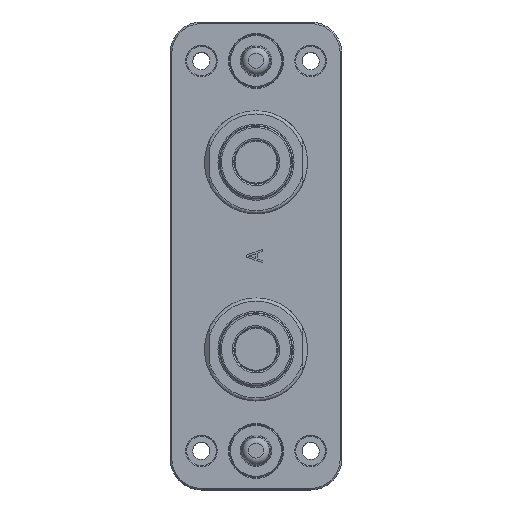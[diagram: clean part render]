
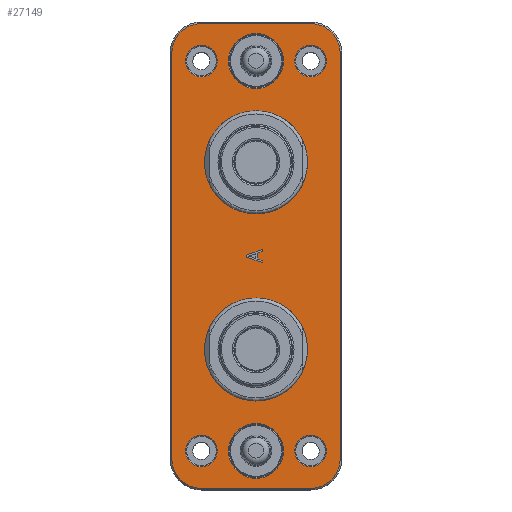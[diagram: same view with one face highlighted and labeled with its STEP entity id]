
A CAD part, top view. The second image highlights one B-rep face of the part: STEP entity #27149.
In plain terms, the highlighted planar face has unit normal (0, 0, 1).
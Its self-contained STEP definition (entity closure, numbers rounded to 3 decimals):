
#26912=CARTESIAN_POINT('',(0.,30.,-133.));
#26913=DIRECTION('',(1.,0.,0.));
#26914=DIRECTION('',(0.,0.,1.));
#26915=AXIS2_PLACEMENT_3D('',#26912,#26914,#26913);
#26916=PLANE('',#26915);
#26917=CARTESIAN_POINT('',(-27.,95.,-133.));
#26918=VERTEX_POINT('',#26917);
#26919=CARTESIAN_POINT('',(-17.5,104.5,-133.));
#26920=VERTEX_POINT('',#26919);
#26921=CARTESIAN_POINT('',(-17.5,95.,-133.));
#26922=DIRECTION('',(-1.,0.,0.));
#26923=DIRECTION('',(0.,0.,-1.));
#26924=AXIS2_PLACEMENT_3D('',#26921,#26923,#26922);
#26925=CIRCLE('',#26924,9.5);
#26926=EDGE_CURVE('',#26918,#26920,#26925,.T.);
#26927=ORIENTED_EDGE('E3143',*,*,#26926,.F.);
#26928=CARTESIAN_POINT('',(-27.,-35.,-133.));
#26929=VERTEX_POINT('',#26928);
#26930=CARTESIAN_POINT('',(-27.,-35.,-133.));
#26931=DIRECTION('',(0.,1.,0.));
#26932=VECTOR('',#26931,130.);
#26933=LINE('',#26930,#26932);
#26934=EDGE_CURVE('',#26929,#26918,#26933,.T.);
#26935=ORIENTED_EDGE('E3144',*,*,#26934,.F.);
#26936=CARTESIAN_POINT('',(-17.5,-44.5,-133.));
#26937=VERTEX_POINT('',#26936);
#26938=CARTESIAN_POINT('',(-17.5,-35.,-133.));
#26939=DIRECTION('',(0.,-1.,0.));
#26940=DIRECTION('',(0.,0.,-1.));
#26941=AXIS2_PLACEMENT_3D('',#26938,#26940,#26939);
#26942=CIRCLE('',#26941,9.5);
#26943=EDGE_CURVE('',#26937,#26929,#26942,.T.);
#26944=ORIENTED_EDGE('E3145',*,*,#26943,.F.);
#26945=CARTESIAN_POINT('',(17.5,-44.5,-133.));
#26946=VERTEX_POINT('',#26945);
#26947=CARTESIAN_POINT('',(17.5,-44.5,-133.));
#26948=DIRECTION('',(-1.,0.,0.));
#26949=VECTOR('',#26948,35.);
#26950=LINE('',#26947,#26949);
#26951=EDGE_CURVE('',#26946,#26937,#26950,.T.);
#26952=ORIENTED_EDGE('E3146',*,*,#26951,.F.);
#26953=CARTESIAN_POINT('',(27.,-35.,-133.));
#26954=VERTEX_POINT('',#26953);
#26955=CARTESIAN_POINT('',(17.5,-35.,-133.));
#26956=DIRECTION('',(1.,0.,0.));
#26957=DIRECTION('',(0.,0.,-1.));
#26958=AXIS2_PLACEMENT_3D('',#26955,#26957,#26956);
#26959=CIRCLE('',#26958,9.5);
#26960=EDGE_CURVE('',#26954,#26946,#26959,.T.);
#26961=ORIENTED_EDGE('E3147',*,*,#26960,.F.);
#26962=CARTESIAN_POINT('',(27.,95.,-133.));
#26963=VERTEX_POINT('',#26962);
#26964=CARTESIAN_POINT('',(27.,95.,-133.));
#26965=DIRECTION('',(0.,-1.,0.));
#26966=VECTOR('',#26965,130.);
#26967=LINE('',#26964,#26966);
#26968=EDGE_CURVE('',#26963,#26954,#26967,.T.);
#26969=ORIENTED_EDGE('E3148',*,*,#26968,.F.);
#26970=CARTESIAN_POINT('',(17.5,104.5,-133.));
#26971=VERTEX_POINT('',#26970);
#26972=CARTESIAN_POINT('',(17.5,95.,-133.));
#26973=DIRECTION('',(0.,1.,0.));
#26974=DIRECTION('',(0.,0.,-1.));
#26975=AXIS2_PLACEMENT_3D('',#26972,#26974,#26973);
#26976=CIRCLE('',#26975,9.5);
#26977=EDGE_CURVE('',#26971,#26963,#26976,.T.);
#26978=ORIENTED_EDGE('E3149',*,*,#26977,.F.);
#26979=CARTESIAN_POINT('',(-17.5,104.5,-133.));
#26980=DIRECTION('',(1.,0.,0.));
#26981=VECTOR('',#26980,35.);
#26982=LINE('',#26979,#26981);
#26983=EDGE_CURVE('',#26920,#26971,#26982,.T.);
#26984=ORIENTED_EDGE('E3150',*,*,#26983,.F.);
#26985=EDGE_LOOP('',(#26927,#26935,#26944,#26952,#26961,#26969,#26978,#26984));
#26986=FACE_OUTER_BOUND('',#26985,.T.);
#26987=CARTESIAN_POINT('',(8.8,-32.5,-133.));
#26988=VERTEX_POINT('',#26987);
#26989=CARTESIAN_POINT('',(0.,-32.5,-133.));
#26990=DIRECTION('',(1.,0.,-0.));
#26991=DIRECTION('',(0.,0.,-1.));
#26992=AXIS2_PLACEMENT_3D('',#26989,#26991,#26990);
#26993=CIRCLE('',#26992,8.8);
#26994=EDGE_CURVE('',#26988,#26988,#26993,.T.);
#26995=ORIENTED_EDGE('E3301',*,*,#26994,.T.);
#26996=EDGE_LOOP('',(#26995));
#26997=FACE_BOUND('',#26996,.T.);
#26998=CARTESIAN_POINT('',(8.8,92.5,-133.));
#26999=VERTEX_POINT('',#26998);
#27000=CARTESIAN_POINT('',(0.,92.5,-133.));
#27001=DIRECTION('',(1.,0.,-0.));
#27002=DIRECTION('',(0.,-0.,-1.));
#27003=AXIS2_PLACEMENT_3D('',#27000,#27002,#27001);
#27004=CIRCLE('',#27003,8.8);
#27005=EDGE_CURVE('',#26999,#26999,#27004,.T.);
#27006=ORIENTED_EDGE('E3298',*,*,#27005,.T.);
#27007=EDGE_LOOP('',(#27006));
#27008=FACE_BOUND('',#27007,.T.);
#27009=CARTESIAN_POINT('',(14.45,60.,-133.));
#27010=VERTEX_POINT('',#27009);
#27011=CARTESIAN_POINT('',(0.,60.,-133.));
#27012=DIRECTION('',(1.,0.,-0.));
#27013=DIRECTION('',(0.,0.,-1.));
#27014=AXIS2_PLACEMENT_3D('',#27011,#27013,#27012);
#27015=CIRCLE('',#27014,14.45);
#27016=EDGE_CURVE('',#27010,#27010,#27015,.T.);
#27017=ORIENTED_EDGE('E3288',*,*,#27016,.T.);
#27018=EDGE_LOOP('',(#27017));
#27019=FACE_BOUND('',#27018,.T.);
#27020=CARTESIAN_POINT('',(14.45,0.,-133.));
#27021=VERTEX_POINT('',#27020);
#27022=CARTESIAN_POINT('',(0.,0.,-133.));
#27023=DIRECTION('',(1.,0.,-0.));
#27024=DIRECTION('',(0.,0.,-1.));
#27025=AXIS2_PLACEMENT_3D('',#27022,#27024,#27023);
#27026=CIRCLE('',#27025,14.45);
#27027=EDGE_CURVE('',#27021,#27021,#27026,.T.);
#27028=ORIENTED_EDGE('E3290',*,*,#27027,.T.);
#27029=EDGE_LOOP('',(#27028));
#27030=FACE_BOUND('',#27029,.T.);
#27031=CARTESIAN_POINT('',(-12.45,92.5,-133.));
#27032=VERTEX_POINT('',#27031);
#27033=CARTESIAN_POINT('',(-17.5,92.5,-133.));
#27034=DIRECTION('',(1.,0.,-0.));
#27035=DIRECTION('',(0.,-0.,-1.));
#27036=AXIS2_PLACEMENT_3D('',#27033,#27035,#27034);
#27037=CIRCLE('',#27036,5.05);
#27038=EDGE_CURVE('',#27032,#27032,#27037,.T.);
#27039=ORIENTED_EDGE('E3240',*,*,#27038,.T.);
#27040=EDGE_LOOP('',(#27039));
#27041=FACE_BOUND('',#27040,.T.);
#27042=CARTESIAN_POINT('',(22.55,92.5,-133.));
#27043=VERTEX_POINT('',#27042);
#27044=CARTESIAN_POINT('',(17.5,92.5,-133.));
#27045=DIRECTION('',(1.,0.,-0.));
#27046=DIRECTION('',(0.,-0.,-1.));
#27047=AXIS2_PLACEMENT_3D('',#27044,#27046,#27045);
#27048=CIRCLE('',#27047,5.05);
#27049=EDGE_CURVE('',#27043,#27043,#27048,.T.);
#27050=ORIENTED_EDGE('E3238',*,*,#27049,.T.);
#27051=EDGE_LOOP('',(#27050));
#27052=FACE_BOUND('',#27051,.T.);
#27053=CARTESIAN_POINT('',(22.55,-32.5,-133.));
#27054=VERTEX_POINT('',#27053);
#27055=CARTESIAN_POINT('',(17.5,-32.5,-133.));
#27056=DIRECTION('',(1.,0.,-0.));
#27057=DIRECTION('',(0.,-0.,-1.));
#27058=AXIS2_PLACEMENT_3D('',#27055,#27057,#27056);
#27059=CIRCLE('',#27058,5.05);
#27060=EDGE_CURVE('',#27054,#27054,#27059,.T.);
#27061=ORIENTED_EDGE('E3236',*,*,#27060,.T.);
#27062=EDGE_LOOP('',(#27061));
#27063=FACE_BOUND('',#27062,.T.);
#27064=CARTESIAN_POINT('',(-12.45,-32.5,-133.));
#27065=VERTEX_POINT('',#27064);
#27066=CARTESIAN_POINT('',(-17.5,-32.5,-133.));
#27067=DIRECTION('',(1.,0.,-0.));
#27068=DIRECTION('',(0.,-0.,-1.));
#27069=AXIS2_PLACEMENT_3D('',#27066,#27068,#27067);
#27070=CIRCLE('',#27069,5.05);
#27071=EDGE_CURVE('',#27065,#27065,#27070,.T.);
#27072=ORIENTED_EDGE('E3234',*,*,#27071,.T.);
#27073=EDGE_LOOP('',(#27072));
#27074=FACE_BOUND('',#27073,.T.);
#27075=CARTESIAN_POINT('',(-3.,29.622,-133.));
#27076=VERTEX_POINT('',#27075);
#27077=CARTESIAN_POINT('',(2.,27.894,-133.));
#27078=VERTEX_POINT('',#27077);
#27079=CARTESIAN_POINT('',(-3.,29.622,-133.));
#27080=CARTESIAN_POINT('',(-1.333,29.046,-133.));
#27081=CARTESIAN_POINT('',(0.333,28.47,-133.));
#27082=CARTESIAN_POINT('',(2.,27.894,-133.));
#27083=B_SPLINE_CURVE_WITH_KNOTS('',3,(#27079,#27080,#27081,#27082),.UNSPECIFIED.,.F.,.U.,(4,4),(0.,1.),.UNSPECIFIED.);
#27084=EDGE_CURVE('',#27076,#27078,#27083,.T.);
#27085=ORIENTED_EDGE('E3151',*,*,#27084,.F.);
#27086=CARTESIAN_POINT('',(-3.,30.265,-133.));
#27087=VERTEX_POINT('',#27086);
#27088=CARTESIAN_POINT('',(-3.,30.265,-133.));
#27089=CARTESIAN_POINT('',(-3.,30.051,-133.));
#27090=CARTESIAN_POINT('',(-3.,29.837,-133.));
#27091=CARTESIAN_POINT('',(-3.,29.622,-133.));
#27092=B_SPLINE_CURVE_WITH_KNOTS('',3,(#27088,#27089,#27090,#27091),.UNSPECIFIED.,.F.,.U.,(4,4),(0.,1.),.UNSPECIFIED.);
#27093=EDGE_CURVE('',#27087,#27076,#27092,.T.);
#27094=ORIENTED_EDGE('E3152',*,*,#27093,.F.);
#27095=CARTESIAN_POINT('',(2.,32.106,-133.));
#27096=VERTEX_POINT('',#27095);
#27097=CARTESIAN_POINT('',(2.,32.106,-133.));
#27098=CARTESIAN_POINT('',(0.333,31.492,-133.));
#27099=CARTESIAN_POINT('',(-1.333,30.878,-133.));
#27100=CARTESIAN_POINT('',(-3.,30.265,-133.));
#27101=B_SPLINE_CURVE_WITH_KNOTS('',3,(#27097,#27098,#27099,#27100),.UNSPECIFIED.,.F.,.U.,(4,4),(0.,1.),.UNSPECIFIED.);
#27102=EDGE_CURVE('',#27096,#27087,#27101,.T.);
#27103=ORIENTED_EDGE('E3153',*,*,#27102,.F.);
#27104=CARTESIAN_POINT('',(2.,31.427,-133.));
#27105=VERTEX_POINT('',#27104);
#27106=CARTESIAN_POINT('',(2.,31.427,-133.));
#27107=CARTESIAN_POINT('',(2.,31.653,-133.));
#27108=CARTESIAN_POINT('',(2.,31.88,-133.));
#27109=CARTESIAN_POINT('',(2.,32.106,-133.));
#27110=B_SPLINE_CURVE_WITH_KNOTS('',3,(#27106,#27107,#27108,#27109),.UNSPECIFIED.,.F.,.U.,(4,4),(0.,1.),.UNSPECIFIED.);
#27111=EDGE_CURVE('',#27105,#27096,#27110,.T.);
#27112=ORIENTED_EDGE('E3154',*,*,#27111,.F.);
#27113=CARTESIAN_POINT('',(0.486,30.903,-133.));
#27114=VERTEX_POINT('',#27113);
#27115=CARTESIAN_POINT('',(0.486,30.903,-133.));
#27116=CARTESIAN_POINT('',(0.99,31.078,-133.));
#27117=CARTESIAN_POINT('',(1.495,31.252,-133.));
#27118=CARTESIAN_POINT('',(2.,31.427,-133.));
#27119=B_SPLINE_CURVE_WITH_KNOTS('',3,(#27115,#27116,#27117,#27118),.UNSPECIFIED.,.F.,.U.,(4,4),(0.,1.),.UNSPECIFIED.);
#27120=EDGE_CURVE('',#27114,#27105,#27119,.T.);
#27121=ORIENTED_EDGE('E3155',*,*,#27120,.F.);
#27122=CARTESIAN_POINT('',(0.486,29.021,-133.));
#27123=VERTEX_POINT('',#27122);
#27124=CARTESIAN_POINT('',(0.486,29.021,-133.));
#27125=CARTESIAN_POINT('',(0.486,29.649,-133.));
#27126=CARTESIAN_POINT('',(0.486,30.276,-133.));
#27127=CARTESIAN_POINT('',(0.486,30.903,-133.));
#27128=B_SPLINE_CURVE_WITH_KNOTS('',3,(#27124,#27125,#27126,#27127),.UNSPECIFIED.,.F.,.U.,(4,4),(0.,1.),.UNSPECIFIED.);
#27129=EDGE_CURVE('',#27123,#27114,#27128,.T.);
#27130=ORIENTED_EDGE('E3156',*,*,#27129,.F.);
#27131=CARTESIAN_POINT('',(2.,28.526,-133.));
#27132=VERTEX_POINT('',#27131);
#27133=CARTESIAN_POINT('',(2.,28.526,-133.));
#27134=CARTESIAN_POINT('',(1.495,28.691,-133.));
#27135=CARTESIAN_POINT('',(0.99,28.856,-133.));
#27136=CARTESIAN_POINT('',(0.486,29.021,-133.));
#27137=B_SPLINE_CURVE_WITH_KNOTS('',3,(#27133,#27134,#27135,#27136),.UNSPECIFIED.,.F.,.U.,(4,4),(0.,1.),.UNSPECIFIED.);
#27138=EDGE_CURVE('',#27132,#27123,#27137,.T.);
#27139=ORIENTED_EDGE('E3157',*,*,#27138,.F.);
#27140=CARTESIAN_POINT('',(2.,27.894,-133.));
#27141=CARTESIAN_POINT('',(2.,28.105,-133.));
#27142=CARTESIAN_POINT('',(2.,28.316,-133.));
#27143=CARTESIAN_POINT('',(2.,28.526,-133.));
#27144=B_SPLINE_CURVE_WITH_KNOTS('',3,(#27140,#27141,#27142,#27143),.UNSPECIFIED.,.F.,.U.,(4,4),(0.,1.),.UNSPECIFIED.);
#27145=EDGE_CURVE('',#27078,#27132,#27144,.T.);
#27146=ORIENTED_EDGE('E3158',*,*,#27145,.F.);
#27147=EDGE_LOOP('',(#27085,#27094,#27103,#27112,#27121,#27130,#27139,#27146));
#27148=FACE_BOUND('',#27147,.T.);
#27149=ADVANCED_FACE('F1183',(#26986,#26997,#27008,#27019,#27030,#27041,#27052,#27063,#27074,#27148),#26916,.T.);
